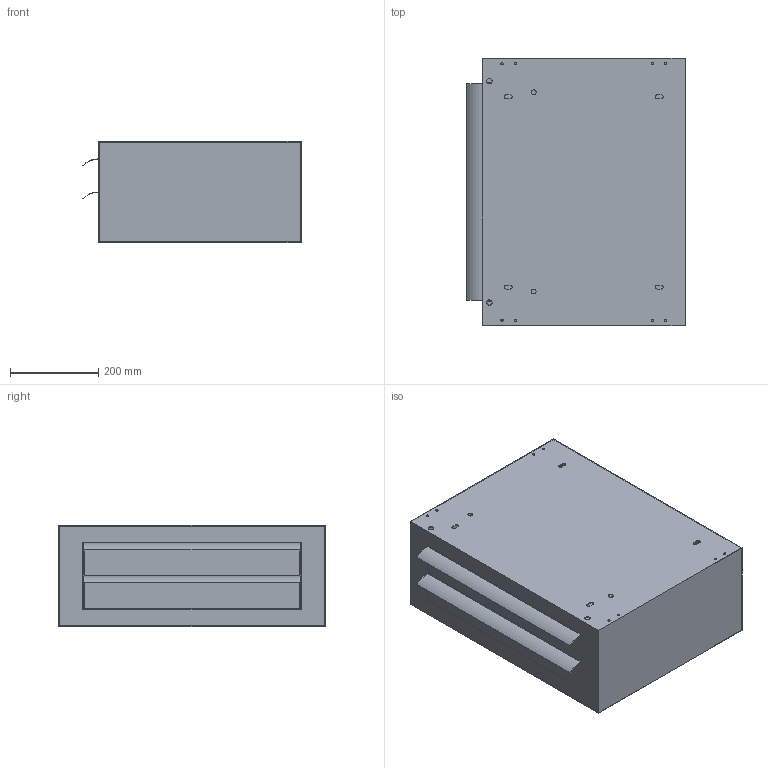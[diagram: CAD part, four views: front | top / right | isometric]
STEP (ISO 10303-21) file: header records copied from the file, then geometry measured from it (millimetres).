
FILE_DESCRIPTION(('STEP AP203'),'1');
FILE_NAME('ERGO00H1037.stp','2024-03-04T14:08:27',(' '),(' '),'Spatial InterOp 3D',' ',' ');
FILE_SCHEMA(('CONFIG_CONTROL_DESIGN'));
Length unit declared in the file: millimetre
Products named in the file (3): générique bloc tiroir; Tiroirs; Blocs
Assembly tree (3 placements, depth 2):
  générique bloc tiroir
    Tiroirs  x2
    Blocs
Bounding box: 493 x 603.4 x 229 mm (x, y, z)
Volume: 2944892.1 mm3; surface area: 4375489.4 mm2
Topology: 3 solids, 3 shells, 78 faces, 210 edges, 144 vertices
Faces by surface type: plane 54, cylinder 24
Full cylindrical faces by diameter (mm): 5.1 x8, 11 x2, 12 x2
Entity records: 2477 total; most frequent: DIRECTION 333, CARTESIAN_POINT 331, ORIENTED_EDGE 306, EDGE_CURVE 153, AXIS2_PLACEMENT_3D 112, EDGE_LOOP 111, VERTEX_POINT 110, LINE 109
